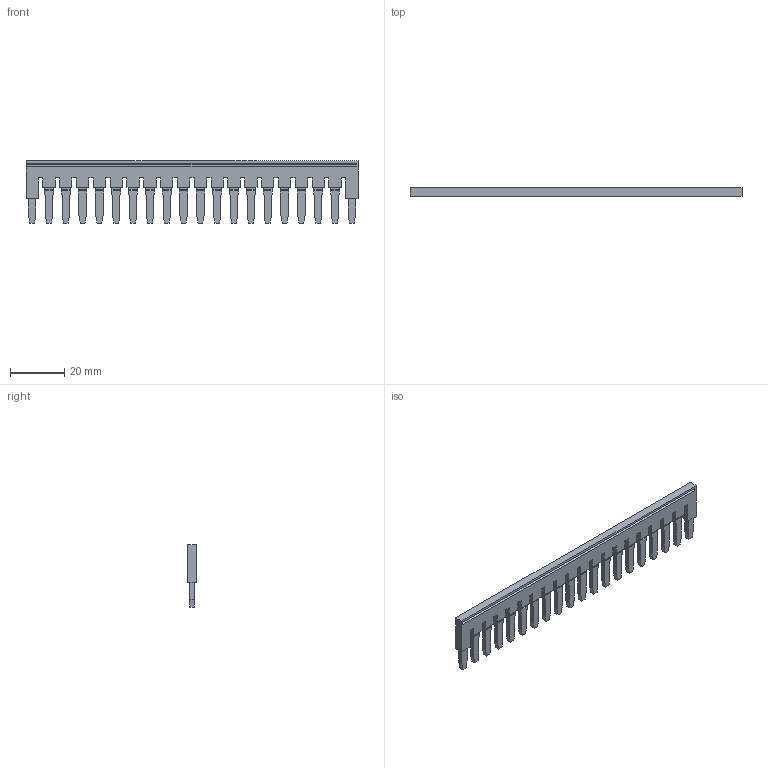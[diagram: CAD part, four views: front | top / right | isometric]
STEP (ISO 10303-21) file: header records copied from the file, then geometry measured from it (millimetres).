
FILE_DESCRIPTION(('Creo Elements/Direct Modeling STEP Export'),'2;1');
FILE_NAME('model.stp','2020-07-18T 0:15:10',(''),(''),'Creo Elements/Direct Modeling STEP processor for AP214 (Solid Model)','Creo Elements/Direct Modeling 20.1A 29-Sep-2018 (C) Parametric Technology GmbH','');
FILE_SCHEMA(('AUTOMOTIVE_DESIGN { 1 0 10303 214 1 1 1 1 }'));
Length unit declared in the file: millimetre
Products named in the file (2): FBS_20-6_select
Assembly tree (1 placements, depth 2):
  FBS_20-6_select
    FBS_20-6_select
Bounding box: 122.3 x 3 x 22.98 mm (x, y, z)
Volume: 4289.1 mm3; surface area: 6016.1 mm2
Topology: 1 solids, 1 shells, 412 faces, 1164 edges, 776 vertices
Faces by surface type: plane 412
Entity records: 16194 total; most frequent: ORIENTED_EDGE 2328, CARTESIAN_POINT 2315, DIRECTION 1914, VECTOR 1164, LINE 1164, EDGE_CURVE 1164, VERTEX_POINT 776, EDGE_LOOP 434
